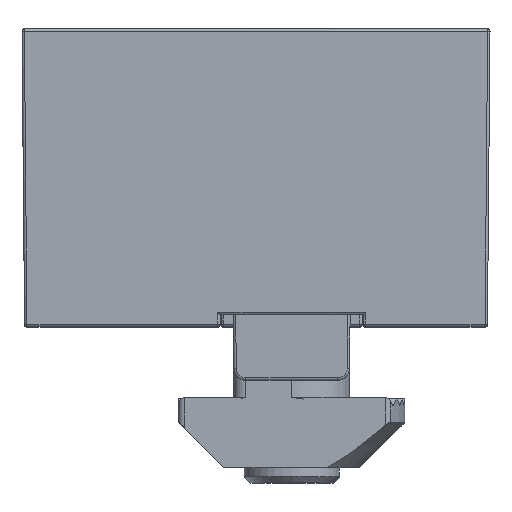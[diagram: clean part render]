
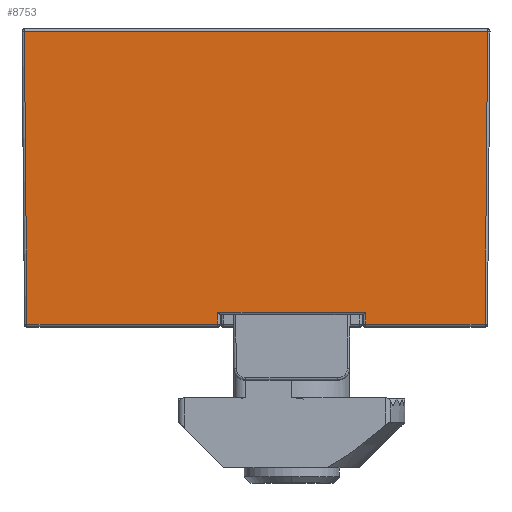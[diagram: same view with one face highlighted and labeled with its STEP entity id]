
A CAD part, top view. The second image highlights one B-rep face of the part: STEP entity #8753.
In plain terms, the highlighted planar face has unit normal (0, -0.009, 1).
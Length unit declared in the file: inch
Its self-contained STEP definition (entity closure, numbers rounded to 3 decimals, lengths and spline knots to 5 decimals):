
#467 = VECTOR ( 'NONE', #8567, 39.37008 ) ;
#950 = LINE ( 'NONE', #1071, #4073 ) ;
#1071 = CARTESIAN_POINT ( 'NONE',  ( -0.88379, 0.97631, 0.82158 ) ) ;
#1107 = EDGE_CURVE ( 'NONE', #11198, #8603, #950, .T. ) ;
#1111 = VERTEX_POINT ( 'NONE', #6462 ) ;
#1123 = ORIENTED_EDGE ( 'NONE', *, *, #4032, .T. ) ;
#1586 = VERTEX_POINT ( 'NONE', #11944 ) ;
#1860 = CARTESIAN_POINT ( 'NONE',  ( 0.63912, 0.00781, 0.81313 ) ) ;
#1924 = CARTESIAN_POINT ( 'NONE',  ( -0.24409, 0.00781, 0.81313 ) ) ;
#1927 = DIRECTION ( 'NONE',  ( 0.009, -1., -0.009 ) ) ;
#2055 = VECTOR ( 'NONE', #11225, 39.37008 ) ;
#2496 = CARTESIAN_POINT ( 'NONE',  ( 0.24409, 0.04718, 0.81348 ) ) ;
#2637 = CARTESIAN_POINT ( 'NONE',  ( 0.24409, 0.98425, 0.82165 ) ) ;
#2654 = CARTESIAN_POINT ( 'NONE',  ( -0.89173, 0.98425, 0.82165 ) ) ;
#3099 = CARTESIAN_POINT ( 'NONE',  ( -0.24409, 0.98425, 0.82165 ) ) ;
#3576 = EDGE_CURVE ( 'NONE', #1111, #11706, #7487, .T. ) ;
#3705 = CARTESIAN_POINT ( 'NONE',  ( -0.89173, 0.97631, 0.82158 ) ) ;
#4032 = EDGE_CURVE ( 'NONE', #11706, #11187, #9316, .T. ) ;
#4073 = VECTOR ( 'NONE', #1927, 39.37008 ) ;
#4885 = ORIENTED_EDGE ( 'NONE', *, *, #10175, .T. ) ;
#4971 = CARTESIAN_POINT ( 'NONE',  ( 0.24409, 0.00781, 0.81313 ) ) ;
#5072 = ORIENTED_EDGE ( 'NONE', *, *, #8249, .T. ) ;
#5309 = LINE ( 'NONE', #9917, #6789 ) ;
#5406 = VECTOR ( 'NONE', #6530, 39.37008 ) ;
#5591 = EDGE_LOOP ( 'NONE', ( #6428, #6879, #11410, #6909, #1123, #5072, #4885, #5670 ) ) ;
#5670 = ORIENTED_EDGE ( 'NONE', *, *, #8402, .F. ) ;
#5831 = LINE ( 'NONE', #7663, #7522 ) ;
#5834 = CARTESIAN_POINT ( 'NONE',  ( -0.88379, 0.97631, 0.82158 ) ) ;
#6194 = EDGE_CURVE ( 'NONE', #7325, #1111, #11369, .T. ) ;
#6339 = CARTESIAN_POINT ( 'NONE',  ( -0.87534, 0.00781, 0.81313 ) ) ;
#6397 = DIRECTION ( 'NONE',  ( 0., -1., -0.009 ) ) ;
#6428 = ORIENTED_EDGE ( 'NONE', *, *, #1107, .T. ) ;
#6462 = CARTESIAN_POINT ( 'NONE',  ( -0.24409, 0.04718, 0.81348 ) ) ;
#6511 = DIRECTION ( 'NONE',  ( 1., 0., 0. ) ) ;
#6530 = DIRECTION ( 'NONE',  ( 1., 0., 0. ) ) ;
#6789 = VECTOR ( 'NONE', #7158, 39.37008 ) ;
#6879 = ORIENTED_EDGE ( 'NONE', *, *, #8706, .T. ) ;
#6909 = ORIENTED_EDGE ( 'NONE', *, *, #3576, .T. ) ;
#7158 = DIRECTION ( 'NONE',  ( 1., 0., 0. ) ) ;
#7325 = VERTEX_POINT ( 'NONE', #1924 ) ;
#7369 = FACE_OUTER_BOUND ( 'NONE', #5591, .T. ) ;
#7487 = LINE ( 'NONE', #11290, #2055 ) ;
#7489 = LINE ( 'NONE', #8421, #11067 ) ;
#7522 = VECTOR ( 'NONE', #8593, 39.37008 ) ;
#7663 = CARTESIAN_POINT ( 'NONE',  ( 0.63912, 0.00781, 0.81313 ) ) ;
#8249 = EDGE_CURVE ( 'NONE', #11187, #10758, #5309, .T. ) ;
#8402 = EDGE_CURVE ( 'NONE', #11198, #1586, #11124, .T. ) ;
#8421 = CARTESIAN_POINT ( 'NONE',  ( -0.89173, 0.00781, 0.81313 ) ) ;
#8567 = DIRECTION ( 'NONE',  ( 0., 1., 0.009 ) ) ;
#8593 = DIRECTION ( 'NONE',  ( 0.009, 1., 0.009 ) ) ;
#8603 = VERTEX_POINT ( 'NONE', #6339 ) ;
#8706 = EDGE_CURVE ( 'NONE', #8603, #7325, #7489, .T. ) ;
#8722 = AXIS2_PLACEMENT_3D ( 'NONE', #2654, #10375, #6397 ) ;
#8753 = ADVANCED_FACE ( 'NONE', ( #7369 ), #9454, .T. ) ;
#9316 = LINE ( 'NONE', #2637, #11626 ) ;
#9454 = PLANE ( 'NONE',  #8722 ) ;
#9917 = CARTESIAN_POINT ( 'NONE',  ( -0.89173, 0.00781, 0.81313 ) ) ;
#10116 = DIRECTION ( 'NONE',  ( 0., -1., -0.009 ) ) ;
#10175 = EDGE_CURVE ( 'NONE', #10758, #1586, #5831, .T. ) ;
#10375 = DIRECTION ( 'NONE',  ( 0., -0.009, 1. ) ) ;
#10758 = VERTEX_POINT ( 'NONE', #1860 ) ;
#11067 = VECTOR ( 'NONE', #6511, 39.37008 ) ;
#11124 = LINE ( 'NONE', #3705, #5406 ) ;
#11187 = VERTEX_POINT ( 'NONE', #4971 ) ;
#11198 = VERTEX_POINT ( 'NONE', #5834 ) ;
#11225 = DIRECTION ( 'NONE',  ( 1., 0., 0. ) ) ;
#11290 = CARTESIAN_POINT ( 'NONE',  ( -0.89173, 0.04718, 0.81348 ) ) ;
#11369 = LINE ( 'NONE', #3099, #467 ) ;
#11410 = ORIENTED_EDGE ( 'NONE', *, *, #6194, .T. ) ;
#11626 = VECTOR ( 'NONE', #10116, 39.37008 ) ;
#11706 = VERTEX_POINT ( 'NONE', #2496 ) ;
#11944 = CARTESIAN_POINT ( 'NONE',  ( 0.64757, 0.97631, 0.82158 ) ) ;
